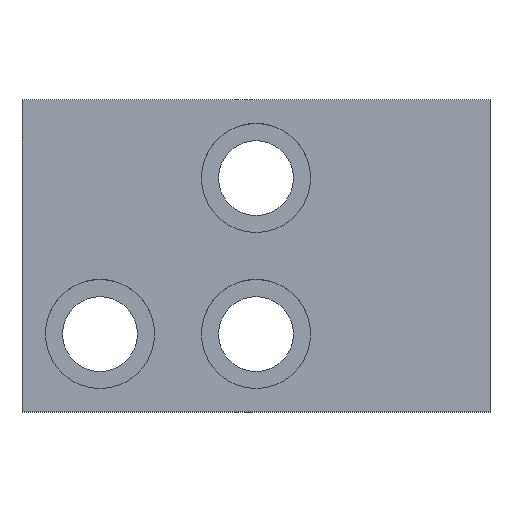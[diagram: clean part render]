
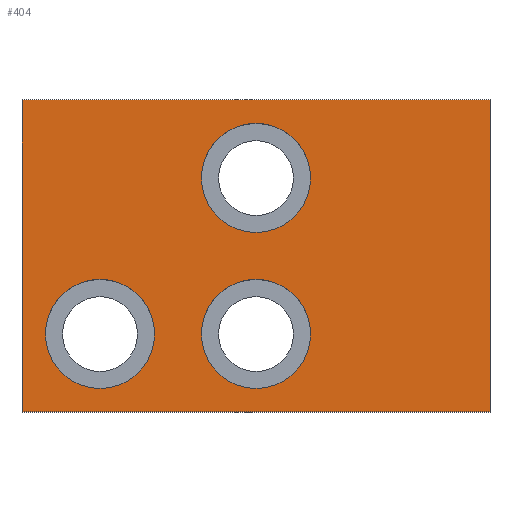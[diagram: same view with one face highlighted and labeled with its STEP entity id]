
A CAD part, top view. The second image highlights one B-rep face of the part: STEP entity #404.
In plain terms, the highlighted planar face has unit normal (0, 0, 1).
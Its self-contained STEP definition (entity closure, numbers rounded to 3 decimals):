
#24 = VERTEX_POINT('',#25);
#25 = CARTESIAN_POINT('',(105.,75.,10.));
#32 = PLANE('',#33);
#33 = AXIS2_PLACEMENT_3D('',#34,#35,#36);
#34 = CARTESIAN_POINT('',(105.,75.,0.));
#35 = DIRECTION('',(0.,-1.,0.));
#36 = DIRECTION('',(-1.,0.,0.));
#44 = PLANE('',#45);
#45 = AXIS2_PLACEMENT_3D('',#46,#47,#48);
#46 = CARTESIAN_POINT('',(105.,55.,0.));
#47 = DIRECTION('',(-1.,0.,0.));
#48 = DIRECTION('',(0.,1.,0.));
#56 = EDGE_CURVE('',#24,#57,#59,.T.);
#57 = VERTEX_POINT('',#58);
#58 = CARTESIAN_POINT('',(75.,75.,10.));
#59 = SURFACE_CURVE('',#60,(#64,#71),.PCURVE_S1.);
#60 = LINE('',#61,#62);
#61 = CARTESIAN_POINT('',(105.,75.,10.));
#62 = VECTOR('',#63,1.);
#63 = DIRECTION('',(-1.,0.,0.));
#64 = PCURVE('',#32,#65);
#65 = DEFINITIONAL_REPRESENTATION('',(#66),#70);
#66 = LINE('',#67,#68);
#67 = CARTESIAN_POINT('',(0.,-10.));
#68 = VECTOR('',#69,1.);
#69 = DIRECTION('',(1.,0.));
#70 = ( GEOMETRIC_REPRESENTATION_CONTEXT(2) 
PARAMETRIC_REPRESENTATION_CONTEXT() REPRESENTATION_CONTEXT('2D SPACE',''
  ) );
#71 = PCURVE('',#72,#77);
#72 = PLANE('',#73);
#73 = AXIS2_PLACEMENT_3D('',#74,#75,#76);
#74 = CARTESIAN_POINT('',(90.,65.,10.));
#75 = DIRECTION('',(0.,0.,1.));
#76 = DIRECTION('',(1.,0.,0.));
#77 = DEFINITIONAL_REPRESENTATION('',(#78),#82);
#78 = LINE('',#79,#80);
#79 = CARTESIAN_POINT('',(15.,10.));
#80 = VECTOR('',#81,1.);
#81 = DIRECTION('',(-1.,0.));
#82 = ( GEOMETRIC_REPRESENTATION_CONTEXT(2) 
PARAMETRIC_REPRESENTATION_CONTEXT() REPRESENTATION_CONTEXT('2D SPACE',''
  ) );
#100 = PLANE('',#101);
#101 = AXIS2_PLACEMENT_3D('',#102,#103,#104);
#102 = CARTESIAN_POINT('',(75.,75.,0.));
#103 = DIRECTION('',(1.,0.,0.));
#104 = DIRECTION('',(0.,-1.,0.));
#144 = VERTEX_POINT('',#145);
#145 = CARTESIAN_POINT('',(105.,55.,10.));
#159 = PLANE('',#160);
#160 = AXIS2_PLACEMENT_3D('',#161,#162,#163);
#161 = CARTESIAN_POINT('',(75.,55.,0.));
#162 = DIRECTION('',(0.,1.,0.));
#163 = DIRECTION('',(1.,0.,0.));
#171 = EDGE_CURVE('',#144,#24,#172,.T.);
#172 = SURFACE_CURVE('',#173,(#177,#184),.PCURVE_S1.);
#173 = LINE('',#174,#175);
#174 = CARTESIAN_POINT('',(105.,55.,10.));
#175 = VECTOR('',#176,1.);
#176 = DIRECTION('',(0.,1.,0.));
#177 = PCURVE('',#44,#178);
#178 = DEFINITIONAL_REPRESENTATION('',(#179),#183);
#179 = LINE('',#180,#181);
#180 = CARTESIAN_POINT('',(0.,-10.));
#181 = VECTOR('',#182,1.);
#182 = DIRECTION('',(1.,0.));
#183 = ( GEOMETRIC_REPRESENTATION_CONTEXT(2) 
PARAMETRIC_REPRESENTATION_CONTEXT() REPRESENTATION_CONTEXT('2D SPACE',''
  ) );
#184 = PCURVE('',#72,#185);
#185 = DEFINITIONAL_REPRESENTATION('',(#186),#190);
#186 = LINE('',#187,#188);
#187 = CARTESIAN_POINT('',(15.,-10.));
#188 = VECTOR('',#189,1.);
#189 = DIRECTION('',(0.,1.));
#190 = ( GEOMETRIC_REPRESENTATION_CONTEXT(2) 
PARAMETRIC_REPRESENTATION_CONTEXT() REPRESENTATION_CONTEXT('2D SPACE',''
  ) );
#218 = EDGE_CURVE('',#57,#219,#221,.T.);
#219 = VERTEX_POINT('',#220);
#220 = CARTESIAN_POINT('',(75.,55.,10.));
#221 = SURFACE_CURVE('',#222,(#226,#233),.PCURVE_S1.);
#222 = LINE('',#223,#224);
#223 = CARTESIAN_POINT('',(75.,75.,10.));
#224 = VECTOR('',#225,1.);
#225 = DIRECTION('',(0.,-1.,0.));
#226 = PCURVE('',#100,#227);
#227 = DEFINITIONAL_REPRESENTATION('',(#228),#232);
#228 = LINE('',#229,#230);
#229 = CARTESIAN_POINT('',(0.,-10.));
#230 = VECTOR('',#231,1.);
#231 = DIRECTION('',(1.,0.));
#232 = ( GEOMETRIC_REPRESENTATION_CONTEXT(2) 
PARAMETRIC_REPRESENTATION_CONTEXT() REPRESENTATION_CONTEXT('2D SPACE',''
  ) );
#233 = PCURVE('',#72,#234);
#234 = DEFINITIONAL_REPRESENTATION('',(#235),#239);
#235 = LINE('',#236,#237);
#236 = CARTESIAN_POINT('',(-15.,10.));
#237 = VECTOR('',#238,1.);
#238 = DIRECTION('',(0.,-1.));
#239 = ( GEOMETRIC_REPRESENTATION_CONTEXT(2) 
PARAMETRIC_REPRESENTATION_CONTEXT() REPRESENTATION_CONTEXT('2D SPACE',''
  ) );
#404 = ADVANCED_FACE('',(#405,#431,#462,#493),#72,.T.);
#405 = FACE_BOUND('',#406,.T.);
#406 = EDGE_LOOP('',(#407,#408,#409,#430));
#407 = ORIENTED_EDGE('',*,*,#56,.T.);
#408 = ORIENTED_EDGE('',*,*,#218,.T.);
#409 = ORIENTED_EDGE('',*,*,#410,.T.);
#410 = EDGE_CURVE('',#219,#144,#411,.T.);
#411 = SURFACE_CURVE('',#412,(#416,#423),.PCURVE_S1.);
#412 = LINE('',#413,#414);
#413 = CARTESIAN_POINT('',(75.,55.,10.));
#414 = VECTOR('',#415,1.);
#415 = DIRECTION('',(1.,0.,0.));
#416 = PCURVE('',#72,#417);
#417 = DEFINITIONAL_REPRESENTATION('',(#418),#422);
#418 = LINE('',#419,#420);
#419 = CARTESIAN_POINT('',(-15.,-10.));
#420 = VECTOR('',#421,1.);
#421 = DIRECTION('',(1.,0.));
#422 = ( GEOMETRIC_REPRESENTATION_CONTEXT(2) 
PARAMETRIC_REPRESENTATION_CONTEXT() REPRESENTATION_CONTEXT('2D SPACE',''
  ) );
#423 = PCURVE('',#159,#424);
#424 = DEFINITIONAL_REPRESENTATION('',(#425),#429);
#425 = LINE('',#426,#427);
#426 = CARTESIAN_POINT('',(0.,-10.));
#427 = VECTOR('',#428,1.);
#428 = DIRECTION('',(1.,0.));
#429 = ( GEOMETRIC_REPRESENTATION_CONTEXT(2) 
PARAMETRIC_REPRESENTATION_CONTEXT() REPRESENTATION_CONTEXT('2D SPACE',''
  ) );
#430 = ORIENTED_EDGE('',*,*,#171,.T.);
#431 = FACE_BOUND('',#432,.T.);
#432 = EDGE_LOOP('',(#433));
#433 = ORIENTED_EDGE('',*,*,#434,.F.);
#434 = EDGE_CURVE('',#435,#435,#437,.T.);
#435 = VERTEX_POINT('',#436);
#436 = CARTESIAN_POINT('',(83.5,60.,10.));
#437 = SURFACE_CURVE('',#438,(#443,#450),.PCURVE_S1.);
#438 = CIRCLE('',#439,3.5);
#439 = AXIS2_PLACEMENT_3D('',#440,#441,#442);
#440 = CARTESIAN_POINT('',(80.,60.,10.));
#441 = DIRECTION('',(0.,0.,1.));
#442 = DIRECTION('',(1.,0.,0.));
#443 = PCURVE('',#72,#444);
#444 = DEFINITIONAL_REPRESENTATION('',(#445),#449);
#445 = CIRCLE('',#446,3.5);
#446 = AXIS2_PLACEMENT_2D('',#447,#448);
#447 = CARTESIAN_POINT('',(-10.,-5.));
#448 = DIRECTION('',(1.,0.));
#449 = ( GEOMETRIC_REPRESENTATION_CONTEXT(2) 
PARAMETRIC_REPRESENTATION_CONTEXT() REPRESENTATION_CONTEXT('2D SPACE',''
  ) );
#450 = PCURVE('',#451,#456);
#451 = CYLINDRICAL_SURFACE('',#452,3.5);
#452 = AXIS2_PLACEMENT_3D('',#453,#454,#455);
#453 = CARTESIAN_POINT('',(80.,60.,10.));
#454 = DIRECTION('',(0.,0.,1.));
#455 = DIRECTION('',(1.,0.,0.));
#456 = DEFINITIONAL_REPRESENTATION('',(#457),#461);
#457 = LINE('',#458,#459);
#458 = CARTESIAN_POINT('',(0.,0.));
#459 = VECTOR('',#460,1.);
#460 = DIRECTION('',(1.,0.));
#461 = ( GEOMETRIC_REPRESENTATION_CONTEXT(2) 
PARAMETRIC_REPRESENTATION_CONTEXT() REPRESENTATION_CONTEXT('2D SPACE',''
  ) );
#462 = FACE_BOUND('',#463,.T.);
#463 = EDGE_LOOP('',(#464));
#464 = ORIENTED_EDGE('',*,*,#465,.F.);
#465 = EDGE_CURVE('',#466,#466,#468,.T.);
#466 = VERTEX_POINT('',#467);
#467 = CARTESIAN_POINT('',(93.5,60.,10.));
#468 = SURFACE_CURVE('',#469,(#474,#481),.PCURVE_S1.);
#469 = CIRCLE('',#470,3.5);
#470 = AXIS2_PLACEMENT_3D('',#471,#472,#473);
#471 = CARTESIAN_POINT('',(90.,60.,10.));
#472 = DIRECTION('',(0.,0.,1.));
#473 = DIRECTION('',(1.,0.,0.));
#474 = PCURVE('',#72,#475);
#475 = DEFINITIONAL_REPRESENTATION('',(#476),#480);
#476 = CIRCLE('',#477,3.5);
#477 = AXIS2_PLACEMENT_2D('',#478,#479);
#478 = CARTESIAN_POINT('',(0.,-5.));
#479 = DIRECTION('',(1.,0.));
#480 = ( GEOMETRIC_REPRESENTATION_CONTEXT(2) 
PARAMETRIC_REPRESENTATION_CONTEXT() REPRESENTATION_CONTEXT('2D SPACE',''
  ) );
#481 = PCURVE('',#482,#487);
#482 = CYLINDRICAL_SURFACE('',#483,3.5);
#483 = AXIS2_PLACEMENT_3D('',#484,#485,#486);
#484 = CARTESIAN_POINT('',(90.,60.,10.));
#485 = DIRECTION('',(0.,0.,1.));
#486 = DIRECTION('',(1.,0.,0.));
#487 = DEFINITIONAL_REPRESENTATION('',(#488),#492);
#488 = LINE('',#489,#490);
#489 = CARTESIAN_POINT('',(0.,0.));
#490 = VECTOR('',#491,1.);
#491 = DIRECTION('',(1.,0.));
#492 = ( GEOMETRIC_REPRESENTATION_CONTEXT(2) 
PARAMETRIC_REPRESENTATION_CONTEXT() REPRESENTATION_CONTEXT('2D SPACE',''
  ) );
#493 = FACE_BOUND('',#494,.T.);
#494 = EDGE_LOOP('',(#495));
#495 = ORIENTED_EDGE('',*,*,#496,.F.);
#496 = EDGE_CURVE('',#497,#497,#499,.T.);
#497 = VERTEX_POINT('',#498);
#498 = CARTESIAN_POINT('',(93.5,70.,10.));
#499 = SURFACE_CURVE('',#500,(#505,#512),.PCURVE_S1.);
#500 = CIRCLE('',#501,3.5);
#501 = AXIS2_PLACEMENT_3D('',#502,#503,#504);
#502 = CARTESIAN_POINT('',(90.,70.,10.));
#503 = DIRECTION('',(0.,0.,1.));
#504 = DIRECTION('',(1.,0.,0.));
#505 = PCURVE('',#72,#506);
#506 = DEFINITIONAL_REPRESENTATION('',(#507),#511);
#507 = CIRCLE('',#508,3.5);
#508 = AXIS2_PLACEMENT_2D('',#509,#510);
#509 = CARTESIAN_POINT('',(0.,5.));
#510 = DIRECTION('',(1.,0.));
#511 = ( GEOMETRIC_REPRESENTATION_CONTEXT(2) 
PARAMETRIC_REPRESENTATION_CONTEXT() REPRESENTATION_CONTEXT('2D SPACE',''
  ) );
#512 = PCURVE('',#513,#518);
#513 = CYLINDRICAL_SURFACE('',#514,3.5);
#514 = AXIS2_PLACEMENT_3D('',#515,#516,#517);
#515 = CARTESIAN_POINT('',(90.,70.,10.));
#516 = DIRECTION('',(0.,0.,1.));
#517 = DIRECTION('',(1.,0.,0.));
#518 = DEFINITIONAL_REPRESENTATION('',(#519),#523);
#519 = LINE('',#520,#521);
#520 = CARTESIAN_POINT('',(0.,0.));
#521 = VECTOR('',#522,1.);
#522 = DIRECTION('',(1.,0.));
#523 = ( GEOMETRIC_REPRESENTATION_CONTEXT(2) 
PARAMETRIC_REPRESENTATION_CONTEXT() REPRESENTATION_CONTEXT('2D SPACE',''
  ) );
